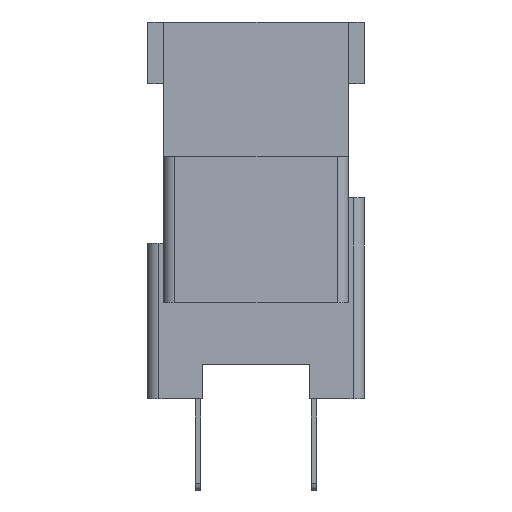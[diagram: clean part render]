
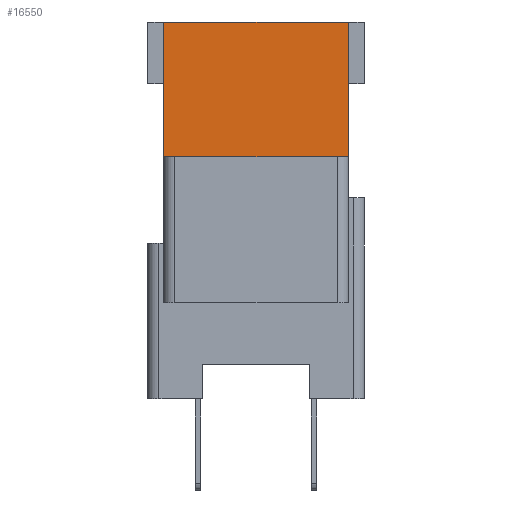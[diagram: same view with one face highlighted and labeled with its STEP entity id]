
A CAD part, left-side view. The second image highlights one B-rep face of the part: STEP entity #16550.
In plain terms, the highlighted planar face has unit normal (-1, 0, 0).
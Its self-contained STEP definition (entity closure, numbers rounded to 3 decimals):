
#15390=CARTESIAN_POINT('',(-32.76,-4.05,10.6));
#15400=VERTEX_POINT('',#15390);
#15660=CARTESIAN_POINT('',(-32.76,4.05,10.6));
#15670=VERTEX_POINT('',#15660);
#15700=CARTESIAN_POINT('',(-32.76,0.,10.6));
#15710=DIRECTION('',(0.,1.,0.));
#15720=VECTOR('',#15710,1.);
#15730=LINE('',#15700,#15720);
#15740=EDGE_CURVE('',#15400,#15670,#15730,.T.);
#16250=CARTESIAN_POINT('',(-32.76,-4.75,0.));
#16260=DIRECTION('',(-1.,0.,0.));
#16270=DIRECTION('',(0.,1.,0.));
#16280=AXIS2_PLACEMENT_3D('',#16250,#16260,#16270);
#16290=PLANE('',#16280);
#16300=CARTESIAN_POINT('',(-32.76,4.05,0.));
#16310=DIRECTION('',(0.,0.,-1.));
#16320=VECTOR('',#16310,1.);
#16330=LINE('',#16300,#16320);
#16340=CARTESIAN_POINT('',(-32.76,4.05,16.5));
#16350=VERTEX_POINT('',#16340);
#16360=EDGE_CURVE('',#16350,#15670,#16330,.T.);
#16370=ORIENTED_EDGE('',*,*,#16360,.T.);
#16380=CARTESIAN_POINT('',(-32.76,0.,16.5));
#16390=DIRECTION('',(0.,1.,0.));
#16400=VECTOR('',#16390,1.);
#16410=LINE('',#16380,#16400);
#16420=CARTESIAN_POINT('',(-32.76,-4.05,16.5));
#16430=VERTEX_POINT('',#16420);
#16440=EDGE_CURVE('',#16430,#16350,#16410,.T.);
#16450=ORIENTED_EDGE('',*,*,#16440,.T.);
#16460=CARTESIAN_POINT('',(-32.76,-4.05,0.));
#16470=DIRECTION('',(0.,0.,1.));
#16480=VECTOR('',#16470,1.);
#16490=LINE('',#16460,#16480);
#16500=EDGE_CURVE('',#15400,#16430,#16490,.T.);
#16510=ORIENTED_EDGE('',*,*,#16500,.T.);
#16520=ORIENTED_EDGE('',*,*,#15740,.F.);
#16530=EDGE_LOOP('',(#16520,#16510,#16450,#16370));
#16540=FACE_OUTER_BOUND('',#16530,.T.);
#16550=ADVANCED_FACE('',(#16540),#16290,.T.);
